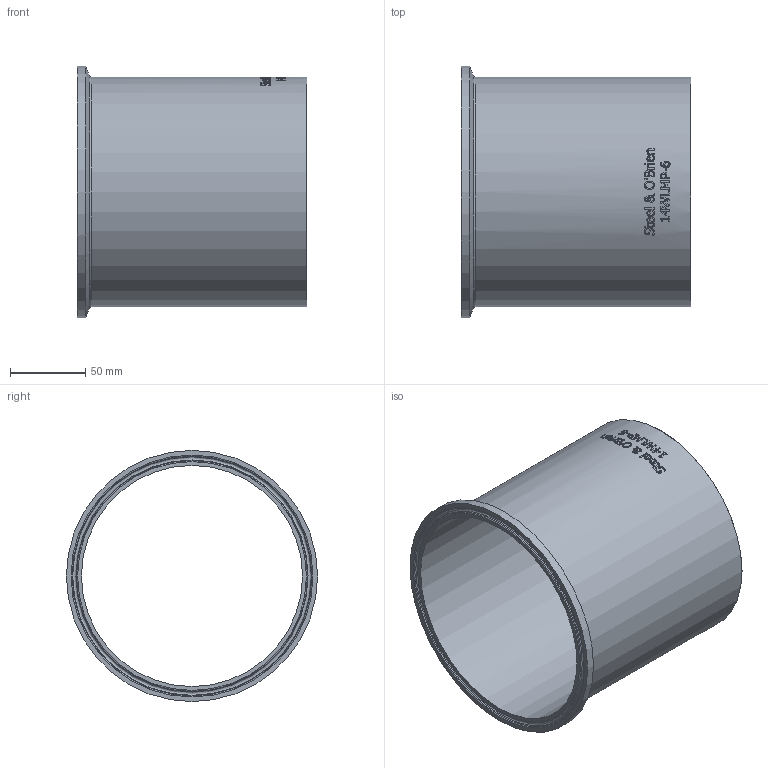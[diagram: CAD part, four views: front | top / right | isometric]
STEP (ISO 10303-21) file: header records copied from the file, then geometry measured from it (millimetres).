
FILE_DESCRIPTION(/* description */ (''),/* implementation_level */ '2;1');
FILE_NAME(/* name */ '14WLMP-6.stp',/* time_stamp */ '2019-01-23T16:02:31-05:00',/* author */ ('rick'),/* organization */ (''),/* preprocessor_version */ 'ST-DEVELOPER v15.2',/* originating_system */ 'Autodesk Inventor 2014',/* authorisation */ '');
FILE_SCHEMA (('AUTOMOTIVE_DESIGN { 1 0 10303 214 3 1 1 }'));
Length unit declared in the file: inch
Products named in the file (1): 14WLMP-6
Bounding box: 152.4 x 166.88 x 166.88 mm (x, y, z)
Volume: 221125.1 mm3; surface area: 153263.1 mm2
Topology: 1 solids, 1 shells, 345 faces, 918 edges, 609 vertices
Faces by surface type: plane 153, bspline 147, cylinder 36, torus 6, cone 3
Full cylindrical faces by diameter (mm): 146.863 x1, 152.4 x1, 166.878 x1
Entity records: 13285 total; most frequent: CARTESIAN_POINT 5499, ORIENTED_EDGE 1812, DIRECTION 1207, EDGE_CURVE 906, VERTEX_POINT 609, LINE 415, VECTOR 415, AXIS2_PLACEMENT_3D 396
